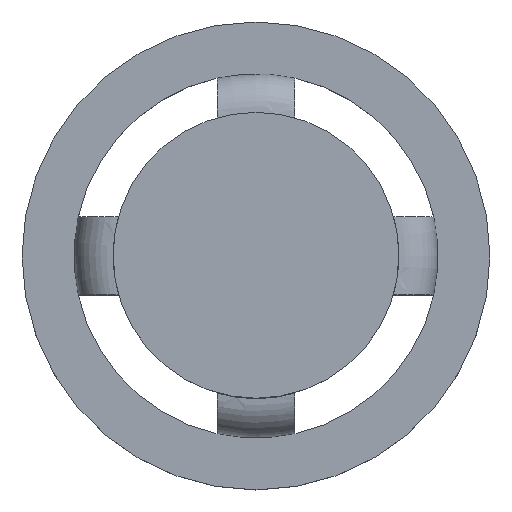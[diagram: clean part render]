
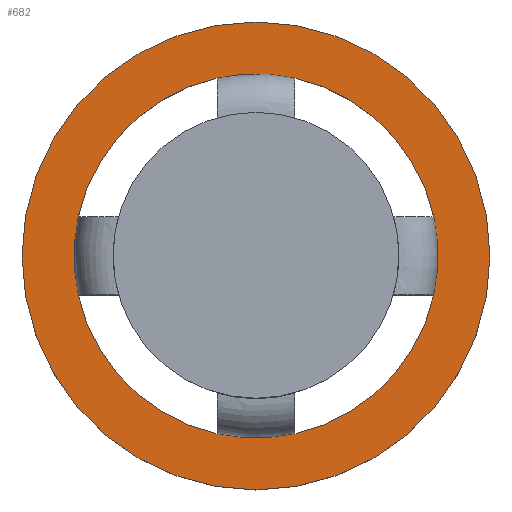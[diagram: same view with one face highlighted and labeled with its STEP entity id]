
A CAD part, top view. The second image highlights one B-rep face of the part: STEP entity #682.
In plain terms, the highlighted planar face has unit normal (0, 0, 1).
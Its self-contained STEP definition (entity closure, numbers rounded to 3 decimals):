
#15=FACE_BOUND('',#229,.T.);
#158=PLANE('',#768);
#193=FACE_OUTER_BOUND('',#228,.T.);
#228=EDGE_LOOP('',(#622));
#229=EDGE_LOOP('',(#623,#624,#625,#626,#627,#628,#629,#630));
#237=CIRCLE('',#703,7.);
#240=CIRCLE('',#709,7.);
#243=CIRCLE('',#715,7.);
#246=CIRCLE('',#721,7.);
#263=CIRCLE('',#755,7.);
#265=CIRCLE('',#758,7.);
#267=CIRCLE('',#761,7.);
#269=CIRCLE('',#764,7.);
#270=CIRCLE('',#766,9.);
#284=VERTEX_POINT('',#1000);
#290=VERTEX_POINT('',#1014);
#295=VERTEX_POINT('',#1045);
#301=VERTEX_POINT('',#1059);
#306=VERTEX_POINT('',#1090);
#312=VERTEX_POINT('',#1104);
#317=VERTEX_POINT('',#1135);
#323=VERTEX_POINT('',#1149);
#342=VERTEX_POINT('',#1236);
#356=EDGE_CURVE('',#284,#290,#237,.T.);
#369=EDGE_CURVE('',#295,#301,#240,.T.);
#382=EDGE_CURVE('',#306,#312,#243,.T.);
#395=EDGE_CURVE('',#317,#323,#246,.T.);
#434=EDGE_CURVE('',#312,#317,#263,.T.);
#436=EDGE_CURVE('',#323,#284,#265,.T.);
#438=EDGE_CURVE('',#290,#295,#267,.T.);
#440=EDGE_CURVE('',#301,#306,#269,.T.);
#441=EDGE_CURVE('',#342,#342,#270,.T.);
#622=ORIENTED_EDGE('',*,*,#441,.T.);
#623=ORIENTED_EDGE('',*,*,#356,.T.);
#624=ORIENTED_EDGE('',*,*,#438,.T.);
#625=ORIENTED_EDGE('',*,*,#369,.T.);
#626=ORIENTED_EDGE('',*,*,#440,.T.);
#627=ORIENTED_EDGE('',*,*,#382,.T.);
#628=ORIENTED_EDGE('',*,*,#434,.T.);
#629=ORIENTED_EDGE('',*,*,#395,.T.);
#630=ORIENTED_EDGE('',*,*,#436,.T.);
#682=ADVANCED_FACE('',(#193,#15),#158,.T.);
#703=AXIS2_PLACEMENT_3D('',#1016,#790,#791);
#709=AXIS2_PLACEMENT_3D('',#1061,#810,#811);
#715=AXIS2_PLACEMENT_3D('',#1106,#830,#831);
#721=AXIS2_PLACEMENT_3D('',#1151,#850,#851);
#755=AXIS2_PLACEMENT_3D('',#1225,#940,#941);
#758=AXIS2_PLACEMENT_3D('',#1228,#946,#947);
#761=AXIS2_PLACEMENT_3D('',#1231,#952,#953);
#764=AXIS2_PLACEMENT_3D('',#1234,#958,#959);
#766=AXIS2_PLACEMENT_3D('',#1237,#962,#963);
#768=AXIS2_PLACEMENT_3D('',#1241,#967,#968);
#790=DIRECTION('center_axis',(0.,0.,-1.));
#791=DIRECTION('ref_axis',(-1.,0.,0.));
#810=DIRECTION('center_axis',(0.,0.,-1.));
#811=DIRECTION('ref_axis',(-1.,0.,0.));
#830=DIRECTION('center_axis',(0.,0.,-1.));
#831=DIRECTION('ref_axis',(-1.,0.,0.));
#850=DIRECTION('center_axis',(0.,0.,-1.));
#851=DIRECTION('ref_axis',(-1.,0.,0.));
#940=DIRECTION('center_axis',(0.,0.,-1.));
#941=DIRECTION('ref_axis',(1.,0.,0.));
#946=DIRECTION('center_axis',(0.,0.,-1.));
#947=DIRECTION('ref_axis',(1.,0.,0.));
#952=DIRECTION('center_axis',(0.,0.,-1.));
#953=DIRECTION('ref_axis',(1.,0.,0.));
#958=DIRECTION('center_axis',(0.,0.,-1.));
#959=DIRECTION('ref_axis',(1.,0.,0.));
#962=DIRECTION('center_axis',(0.,0.,1.));
#963=DIRECTION('ref_axis',(1.,0.,0.));
#967=DIRECTION('center_axis',(0.,0.,1.));
#968=DIRECTION('ref_axis',(1.,0.,0.));
#1000=CARTESIAN_POINT('',(6.837,1.5,2.));
#1014=CARTESIAN_POINT('',(6.837,-1.5,2.));
#1016=CARTESIAN_POINT('Origin',(0.,0.,2.));
#1045=CARTESIAN_POINT('',(1.5,-6.837,2.));
#1059=CARTESIAN_POINT('',(-1.5,-6.837,2.));
#1061=CARTESIAN_POINT('Origin',(0.,0.,2.));
#1090=CARTESIAN_POINT('',(-6.837,-1.5,2.));
#1104=CARTESIAN_POINT('',(-6.837,1.5,2.));
#1106=CARTESIAN_POINT('Origin',(0.,0.,2.));
#1135=CARTESIAN_POINT('',(-1.5,6.837,2.));
#1149=CARTESIAN_POINT('',(1.5,6.837,2.));
#1151=CARTESIAN_POINT('Origin',(0.,0.,2.));
#1225=CARTESIAN_POINT('Origin',(0.,0.,2.));
#1228=CARTESIAN_POINT('Origin',(0.,0.,2.));
#1231=CARTESIAN_POINT('Origin',(0.,0.,2.));
#1234=CARTESIAN_POINT('Origin',(0.,0.,2.));
#1236=CARTESIAN_POINT('',(-9.,0.,2.));
#1237=CARTESIAN_POINT('Origin',(0.,0.,2.));
#1241=CARTESIAN_POINT('Origin',(0.,0.,2.));
